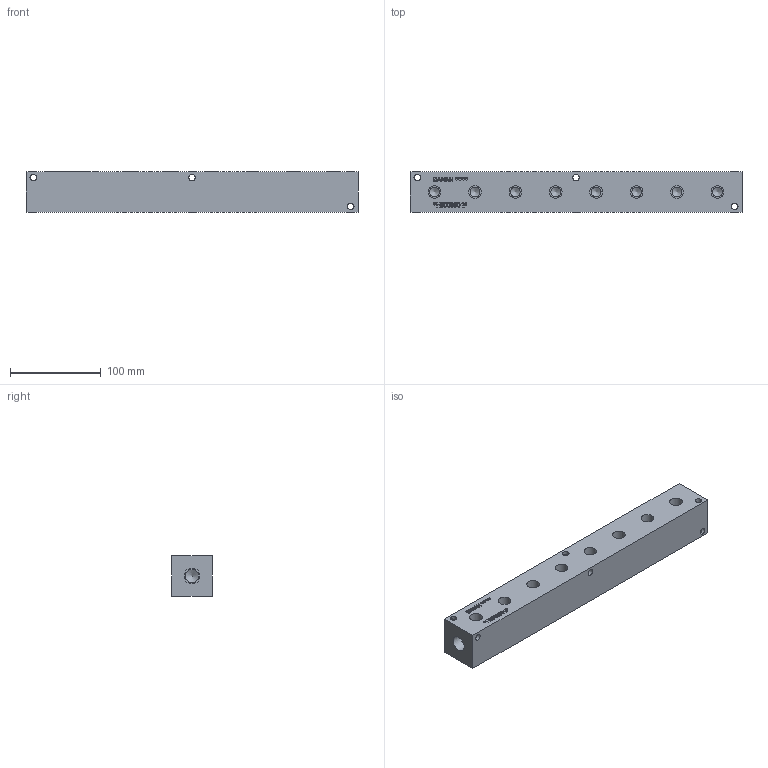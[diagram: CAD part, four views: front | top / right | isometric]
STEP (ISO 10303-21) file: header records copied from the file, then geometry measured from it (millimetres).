
FILE_DESCRIPTION(/* description */ (''),/* implementation_level */ '2;1');
FILE_NAME(/* name */ '_H0000804P.stp',/* time_stamp */ '2022-06-09T10:51:26-04:00',/* author */ ('bobbyh'),/* organization */ (''),/* preprocessor_version */ 'ST-DEVELOPER v18',/* originating_system */ 'Autodesk Inventor 2020',/* authorisation */ '');
FILE_SCHEMA (('AUTOMOTIVE_DESIGN { 1 0 10303 214 3 1 1 }'));
Length unit declared in the file: millimetre
Products named in the file (1): Part_+H0000804P_3D
Bounding box: 365.12 x 44.45 x 44.45 mm (x, y, z)
Volume: 690627 mm3; surface area: 79309.2 mm2
Topology: 1 solids, 1 shells, 361 faces, 980 edges, 656 vertices
Faces by surface type: plane 224, bspline 95, cylinder 32, cone 10
Full cylindrical faces by diameter (mm): 7.137 x12, 10.719 x8, 13.868 x8, 14.3 x2, 17.297 x2
Entity records: 12129 total; most frequent: CARTESIAN_POINT 3223, ORIENTED_EDGE 1940, DIRECTION 1414, EDGE_CURVE 970, LINE 680, VECTOR 680, VERTEX_POINT 656, EDGE_LOOP 424
